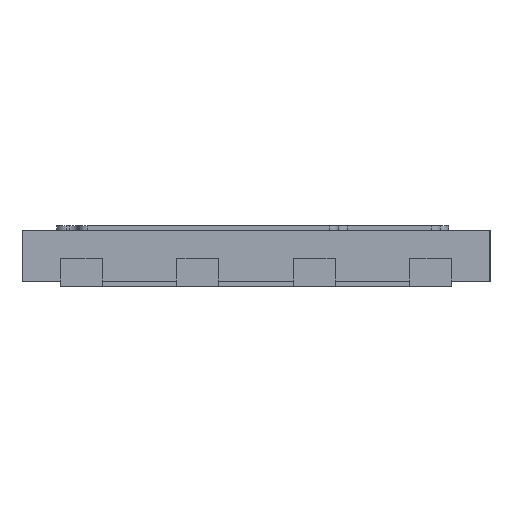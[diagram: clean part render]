
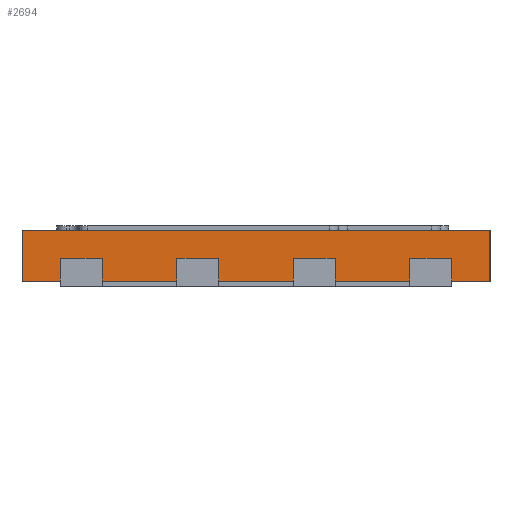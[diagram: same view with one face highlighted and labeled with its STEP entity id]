
A CAD part, left-side view. The second image highlights one B-rep face of the part: STEP entity #2694.
In plain terms, the highlighted planar face has unit normal (-1, 0, 0).
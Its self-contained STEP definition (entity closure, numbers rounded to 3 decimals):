
#211 = VERTEX_POINT ( 'NONE', #3384 ) ;
#363 = DIRECTION ( 'NONE',  ( 0., 1., 0. ) ) ;
#367 = VERTEX_POINT ( 'NONE', #3358 ) ;
#399 = ORIENTED_EDGE ( 'NONE', *, *, #2673, .T. ) ;
#516 = DIRECTION ( 'NONE',  ( 0., 0., -1. ) ) ;
#801 = VECTOR ( 'NONE', #1207, 1000. ) ;
#948 = LINE ( 'NONE', #1872, #801 ) ;
#990 = VECTOR ( 'NONE', #2896, 1000. ) ;
#1161 = EDGE_CURVE ( 'NONE', #211, #367, #3540, .T. ) ;
#1207 = DIRECTION ( 'NONE',  ( 0., -1., 0. ) ) ;
#1327 = ORIENTED_EDGE ( 'NONE', *, *, #1161, .F. ) ;
#1653 = VERTEX_POINT ( 'NONE', #2909 ) ;
#1687 = PLANE ( 'NONE',  #2784 ) ;
#1710 = VECTOR ( 'NONE', #516, 1000. ) ;
#1872 = CARTESIAN_POINT ( 'NONE',  ( -2.997, 2.553, 0.61 ) ) ;
#1952 = EDGE_CURVE ( 'NONE', #1653, #3304, #948, .T. ) ;
#1993 = CARTESIAN_POINT ( 'NONE',  ( -2.997, -2.553, 0.051 ) ) ;
#2188 = EDGE_LOOP ( 'NONE', ( #1327, #3142, #3500, #399 ) ) ;
#2403 = CARTESIAN_POINT ( 'NONE',  ( -2.997, -2.553, 0.61 ) ) ;
#2431 = EDGE_CURVE ( 'NONE', #211, #3304, #2877, .T. ) ;
#2471 = DIRECTION ( 'NONE',  ( -1., 0., 0. ) ) ;
#2554 = CARTESIAN_POINT ( 'NONE',  ( -2.997, -2.553, 0.051 ) ) ;
#2673 = EDGE_CURVE ( 'NONE', #1653, #367, #3289, .T. ) ;
#2694 = ADVANCED_FACE ( 'NONE', ( #2997 ), #1687, .T. ) ;
#2784 = AXIS2_PLACEMENT_3D ( 'NONE', #3080, #2471, #3098 ) ;
#2877 = LINE ( 'NONE', #2554, #990 ) ;
#2896 = DIRECTION ( 'NONE',  ( 0., 0., 1. ) ) ;
#2909 = CARTESIAN_POINT ( 'NONE',  ( -2.997, 2.553, 0.61 ) ) ;
#2997 = FACE_OUTER_BOUND ( 'NONE', #2188, .T. ) ;
#3000 = VECTOR ( 'NONE', #363, 1000. ) ;
#3080 = CARTESIAN_POINT ( 'NONE',  ( -2.997, 2.553, 0.051 ) ) ;
#3098 = DIRECTION ( 'NONE',  ( 0., 0., 1. ) ) ;
#3142 = ORIENTED_EDGE ( 'NONE', *, *, #2431, .T. ) ;
#3289 = LINE ( 'NONE', #3924, #1710 ) ;
#3304 = VERTEX_POINT ( 'NONE', #2403 ) ;
#3358 = CARTESIAN_POINT ( 'NONE',  ( -2.997, 2.553, 0.051 ) ) ;
#3384 = CARTESIAN_POINT ( 'NONE',  ( -2.997, -2.553, 0.051 ) ) ;
#3500 = ORIENTED_EDGE ( 'NONE', *, *, #1952, .F. ) ;
#3540 = LINE ( 'NONE', #1993, #3000 ) ;
#3924 = CARTESIAN_POINT ( 'NONE',  ( -2.997, 2.553, 0.61 ) ) ;
